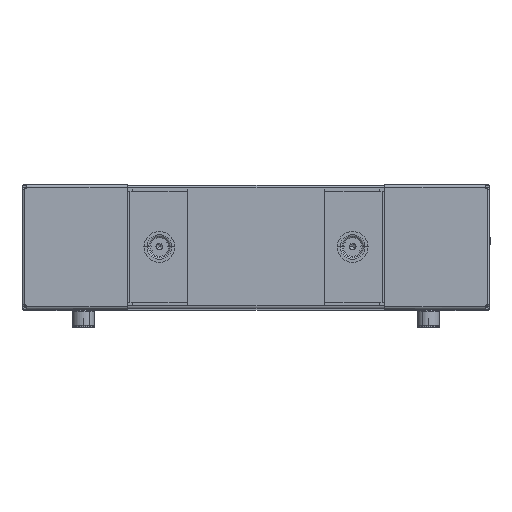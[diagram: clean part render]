
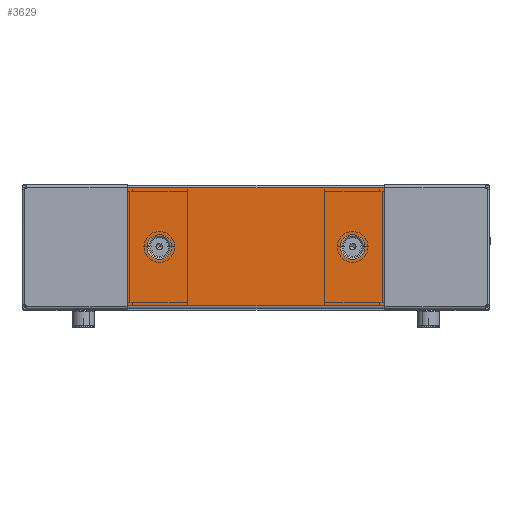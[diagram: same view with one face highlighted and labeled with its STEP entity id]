
A CAD part, top view. The second image highlights one B-rep face of the part: STEP entity #3629.
In plain terms, the highlighted face is planar.
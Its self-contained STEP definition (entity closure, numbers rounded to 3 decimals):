
#3071 = EDGE_LOOP ( 'NONE', ( #18877, #18879 ) ) ;
#3083 = EDGE_LOOP ( 'NONE', ( #18374, #18375, #18871, #18874 ) ) ;
#3090 = EDGE_LOOP ( 'NONE', ( #18372, #18373 ) ) ;
#3629 = ADVANCED_FACE ( 'NONE', ( #14273, #14270, #14272 ), #24866, .F. ) ;
#3700 = CARTESIAN_POINT ( 'NONE',  ( 88.5, 0., 0. ) ) ;
#3728 = CARTESIAN_POINT ( 'NONE',  ( 104., -47.9, 0. ) ) ;
#3733 = CARTESIAN_POINT ( 'NONE',  ( -68.5, 0., 0. ) ) ;
#3737 = CARTESIAN_POINT ( 'NONE',  ( -88.5, 0., 0. ) ) ;
#3765 = CARTESIAN_POINT ( 'NONE',  ( -104., 47.9, 0. ) ) ;
#3766 = CARTESIAN_POINT ( 'NONE',  ( -104., -47.9, 0. ) ) ;
#3800 = CARTESIAN_POINT ( 'NONE',  ( 104., 47.9, 0. ) ) ;
#3812 = CARTESIAN_POINT ( 'NONE',  ( 68.5, 0., 0. ) ) ;
#5968 = AXIS2_PLACEMENT_3D ( 'NONE', #24863, #24860, #24870 ) ;
#6038 = AXIS2_PLACEMENT_3D ( 'NONE', #24564, #24566, #24568 ) ;
#6076 = AXIS2_PLACEMENT_3D ( 'NONE', #24639, #24641, #24643 ) ;
#6085 = AXIS2_PLACEMENT_3D ( 'NONE', #24665, #24666, #24668 ) ;
#6352 = AXIS2_PLACEMENT_3D ( 'NONE', #24500, #24501, #24502 ) ;
#10071 = EDGE_CURVE ( 'NONE', #19499, #19705, #14213, .T. ) ;
#10099 = EDGE_CURVE ( 'NONE', #19551, #19563, #14191, .T. ) ;
#10122 = EDGE_CURVE ( 'NONE', #19563, #19551, #14178, .T. ) ;
#10124 = EDGE_CURVE ( 'NONE', #19535, #19610, #14171, .T. ) ;
#10125 = EDGE_CURVE ( 'NONE', #19614, #19610, #14173, .T. ) ;
#10128 = EDGE_CURVE ( 'NONE', #19614, #19678, #14170, .T. ) ;
#10130 = EDGE_CURVE ( 'NONE', #19535, #19678, #14166, .T. ) ;
#10132 = EDGE_CURVE ( 'NONE', #19705, #19499, #14168, .T. ) ;
#14163 = VECTOR ( 'NONE', #24658, 1000. ) ;
#14165 = VECTOR ( 'NONE', #24651, 1000. ) ;
#14166 = LINE ( 'NONE', #24654, #14163 ) ;
#14167 = VECTOR ( 'NONE', #24646, 1000. ) ;
#14168 = CIRCLE ( 'NONE', #6085, 10. ) ;
#14169 = VECTOR ( 'NONE', #24624, 1000. ) ;
#14170 = LINE ( 'NONE', #24636, #14165 ) ;
#14171 = LINE ( 'NONE', #24633, #14169 ) ;
#14173 = LINE ( 'NONE', #24638, #14167 ) ;
#14178 = CIRCLE ( 'NONE', #6076, 10. ) ;
#14191 = CIRCLE ( 'NONE', #6038, 10. ) ;
#14213 = CIRCLE ( 'NONE', #6352, 10. ) ;
#14270 = FACE_OUTER_BOUND ( 'NONE', #3083, .T. ) ;
#14272 = FACE_BOUND ( 'NONE', #3071, .T. ) ;
#14273 = FACE_BOUND ( 'NONE', #3090, .T. ) ;
#18372 = ORIENTED_EDGE ( 'NONE', *, *, #10099, .T. ) ;
#18373 = ORIENTED_EDGE ( 'NONE', *, *, #10122, .T. ) ;
#18374 = ORIENTED_EDGE ( 'NONE', *, *, #10124, .T. ) ;
#18375 = ORIENTED_EDGE ( 'NONE', *, *, #10125, .F. ) ;
#18871 = ORIENTED_EDGE ( 'NONE', *, *, #10128, .T. ) ;
#18874 = ORIENTED_EDGE ( 'NONE', *, *, #10130, .F. ) ;
#18877 = ORIENTED_EDGE ( 'NONE', *, *, #10132, .F. ) ;
#18879 = ORIENTED_EDGE ( 'NONE', *, *, #10071, .F. ) ;
#19499 = VERTEX_POINT ( 'NONE', #3700 ) ;
#19535 = VERTEX_POINT ( 'NONE', #3728 ) ;
#19551 = VERTEX_POINT ( 'NONE', #3733 ) ;
#19563 = VERTEX_POINT ( 'NONE', #3737 ) ;
#19610 = VERTEX_POINT ( 'NONE', #3766 ) ;
#19614 = VERTEX_POINT ( 'NONE', #3765 ) ;
#19678 = VERTEX_POINT ( 'NONE', #3800 ) ;
#19705 = VERTEX_POINT ( 'NONE', #3812 ) ;
#24500 = CARTESIAN_POINT ( 'NONE',  ( 78.5, 0., 0. ) ) ;
#24501 = DIRECTION ( 'NONE',  ( 0., 0., -1. ) ) ;
#24502 = DIRECTION ( 'NONE',  ( -1., 0., 0. ) ) ;
#24564 = CARTESIAN_POINT ( 'NONE',  ( -78.5, 0., 0. ) ) ;
#24566 = DIRECTION ( 'NONE',  ( 0., 0., 1. ) ) ;
#24568 = DIRECTION ( 'NONE',  ( 1., 0., 0. ) ) ;
#24624 = DIRECTION ( 'NONE',  ( -1., 0., 0. ) ) ;
#24633 = CARTESIAN_POINT ( 'NONE',  ( 104., -47.9, 0. ) ) ;
#24636 = CARTESIAN_POINT ( 'NONE',  ( -104., 47.9, 0. ) ) ;
#24638 = CARTESIAN_POINT ( 'NONE',  ( -104., 48., 0. ) ) ;
#24639 = CARTESIAN_POINT ( 'NONE',  ( -78.5, 0., 0. ) ) ;
#24641 = DIRECTION ( 'NONE',  ( 0., 0., 1. ) ) ;
#24643 = DIRECTION ( 'NONE',  ( 1., 0., 0. ) ) ;
#24646 = DIRECTION ( 'NONE',  ( 0., -1., 0. ) ) ;
#24651 = DIRECTION ( 'NONE',  ( 1., 0., 0. ) ) ;
#24654 = CARTESIAN_POINT ( 'NONE',  ( 104., 48., 0. ) ) ;
#24658 = DIRECTION ( 'NONE',  ( 0., 1., 0. ) ) ;
#24665 = CARTESIAN_POINT ( 'NONE',  ( 78.5, 0., 0. ) ) ;
#24666 = DIRECTION ( 'NONE',  ( 0., 0., -1. ) ) ;
#24668 = DIRECTION ( 'NONE',  ( -1., 0., 0. ) ) ;
#24860 = DIRECTION ( 'NONE',  ( 0., 0., 1. ) ) ;
#24863 = CARTESIAN_POINT ( 'NONE',  ( -104., -48., 0. ) ) ;
#24866 = PLANE ( 'NONE',  #5968 ) ;
#24870 = DIRECTION ( 'NONE',  ( 1., 0., 0. ) ) ;
